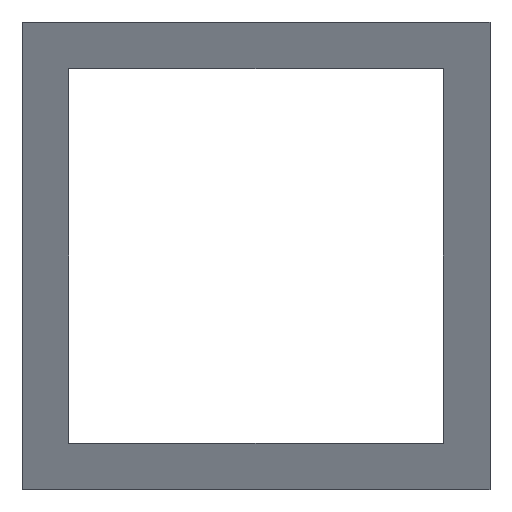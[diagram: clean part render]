
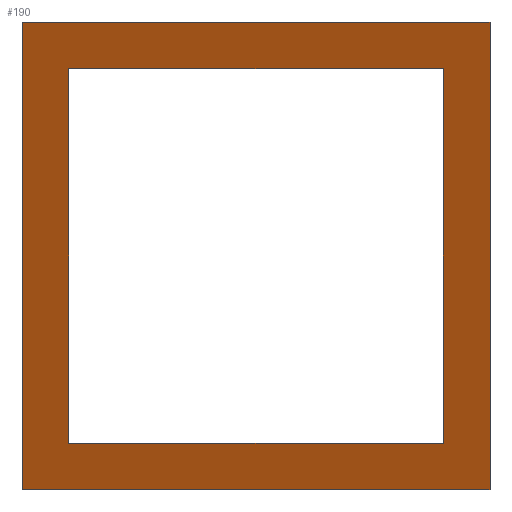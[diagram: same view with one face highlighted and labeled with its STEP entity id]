
A CAD part, front view. The second image highlights one B-rep face of the part: STEP entity #190.
In plain terms, the highlighted planar face has unit normal (-0.5, -0.866, 0).
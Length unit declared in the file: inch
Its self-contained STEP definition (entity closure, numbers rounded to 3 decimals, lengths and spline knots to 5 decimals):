
#16=FACE_BOUND('',#34,.T.);
#22=FACE_OUTER_BOUND('',#33,.T.);
#33=EDGE_LOOP('',(#151,#152,#153,#154));
#34=EDGE_LOOP('',(#155,#156,#157,#158));
#49=LINE('',#282,#73);
#51=LINE('',#286,#75);
#53=LINE('',#290,#77);
#54=LINE('',#292,#78);
#55=LINE('',#296,#79);
#56=LINE('',#298,#80);
#57=LINE('',#300,#81);
#58=LINE('',#301,#82);
#73=VECTOR('',#229,1.25);
#75=VECTOR('',#233,1.44338);
#77=VECTOR('',#237,1.25);
#78=VECTOR('',#240,1.44338);
#79=VECTOR('',#243,1.);
#80=VECTOR('',#244,1.1547);
#81=VECTOR('',#245,1.);
#82=VECTOR('',#246,1.1547);
#95=VERTEX_POINT('',#278);
#96=VERTEX_POINT('',#280);
#97=VERTEX_POINT('',#284);
#98=VERTEX_POINT('',#288);
#99=VERTEX_POINT('',#294);
#100=VERTEX_POINT('',#295);
#101=VERTEX_POINT('',#297);
#102=VERTEX_POINT('',#299);
#113=EDGE_CURVE('',#96,#95,#49,.T.);
#115=EDGE_CURVE('',#97,#95,#51,.T.);
#117=EDGE_CURVE('',#98,#97,#53,.T.);
#118=EDGE_CURVE('',#96,#98,#54,.T.);
#119=EDGE_CURVE('',#99,#100,#55,.T.);
#120=EDGE_CURVE('',#100,#101,#56,.T.);
#121=EDGE_CURVE('',#102,#101,#57,.T.);
#122=EDGE_CURVE('',#102,#99,#58,.T.);
#151=ORIENTED_EDGE('',*,*,#118,.T.);
#152=ORIENTED_EDGE('',*,*,#117,.T.);
#153=ORIENTED_EDGE('',*,*,#115,.T.);
#154=ORIENTED_EDGE('',*,*,#113,.F.);
#155=ORIENTED_EDGE('',*,*,#119,.T.);
#156=ORIENTED_EDGE('',*,*,#120,.T.);
#157=ORIENTED_EDGE('',*,*,#121,.F.);
#158=ORIENTED_EDGE('',*,*,#122,.T.);
#180=PLANE('',#208);
#190=ADVANCED_FACE('',(#22,#16),#180,.T.);
#208=AXIS2_PLACEMENT_3D('',#293,#241,#242);
#229=DIRECTION('',(0.,0.,-1.));
#233=DIRECTION('',(0.866,-0.5,0.));
#237=DIRECTION('',(0.,0.,-1.));
#240=DIRECTION('',(-0.866,0.5,0.));
#241=DIRECTION('center_axis',(-0.5,-0.866,0.));
#242=DIRECTION('ref_axis',(0.866,-0.5,0.));
#243=DIRECTION('',(0.,0.,-1.));
#244=DIRECTION('',(-0.866,0.5,0.));
#245=DIRECTION('',(0.,0.,-1.));
#246=DIRECTION('',(0.866,-0.5,0.));
#278=CARTESIAN_POINT('',(10.04589,-5.8,70.75));
#280=CARTESIAN_POINT('',(10.04589,-5.8,72.));
#282=CARTESIAN_POINT('',(10.04589,-5.8,72.));
#284=CARTESIAN_POINT('',(8.79589,-5.07831,70.75));
#286=CARTESIAN_POINT('',(8.79589,-5.07831,70.75));
#288=CARTESIAN_POINT('',(8.79589,-5.07831,72.));
#290=CARTESIAN_POINT('',(8.79589,-5.07831,72.));
#292=CARTESIAN_POINT('',(10.04589,-5.8,72.));
#293=CARTESIAN_POINT('Origin',(5.02295,-2.9,72.));
#294=CARTESIAN_POINT('',(9.92089,-5.72783,71.875));
#295=CARTESIAN_POINT('',(9.92089,-5.72783,70.875));
#296=CARTESIAN_POINT('',(9.92089,-5.72783,71.875));
#297=CARTESIAN_POINT('',(8.92089,-5.15048,70.875));
#298=CARTESIAN_POINT('',(9.92089,-5.72783,70.875));
#299=CARTESIAN_POINT('',(8.92089,-5.15048,71.875));
#300=CARTESIAN_POINT('',(8.92089,-5.15048,71.875));
#301=CARTESIAN_POINT('',(8.92089,-5.15048,71.875));
